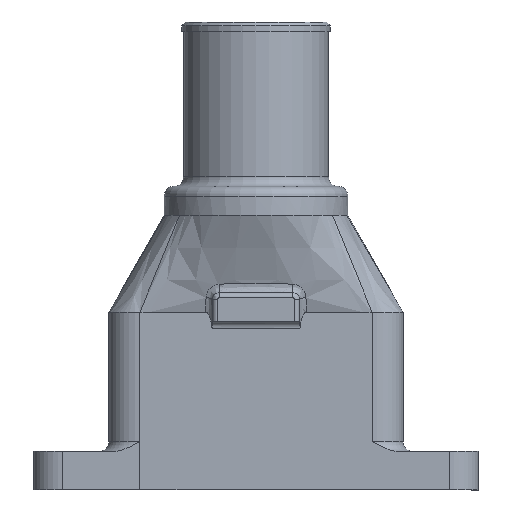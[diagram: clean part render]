
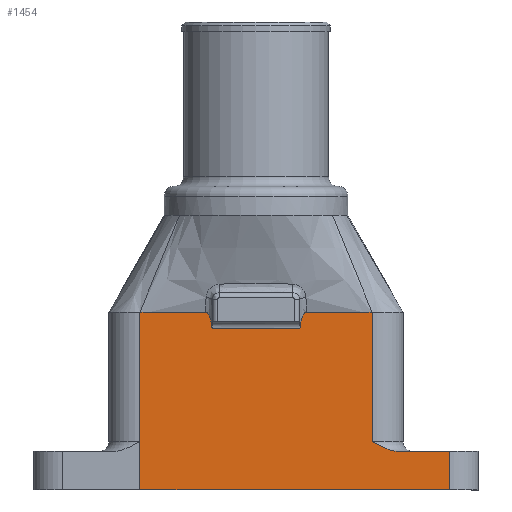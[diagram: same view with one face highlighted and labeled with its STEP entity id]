
A CAD part, front view. The second image highlights one B-rep face of the part: STEP entity #1454.
In plain terms, the highlighted planar face has unit normal (0, -1, 0).
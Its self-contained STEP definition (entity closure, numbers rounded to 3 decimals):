
#75=B_SPLINE_CURVE_WITH_KNOTS('',3,(#9203,#9204,#9205,#9206),
 .UNSPECIFIED.,.F.,.F.,(4,4),(-0.916,-0.636),
 .UNSPECIFIED.);
#78=B_SPLINE_CURVE_WITH_KNOTS('',3,(#9256,#9257,#9258,#9259,#9260,#9261,
#9262,#9263,#9264,#9265,#9266,#9267),.UNSPECIFIED.,.F.,.F.,(4,2,2,2,2,4),
(0.,0.082,0.177,0.207,0.218,
0.228),.UNSPECIFIED.);
#79=B_SPLINE_CURVE_WITH_KNOTS('',3,(#9275,#9276,#9277,#9278,#9279,#9280,
#9281,#9282,#9283,#9284,#9285,#9286),.UNSPECIFIED.,.F.,.F.,(4,2,2,2,2,4),
(0.,0.006,0.013,0.031,
0.108,0.218),.UNSPECIFIED.);
#126=PLANE('',#1603);
#226=FACE_OUTER_BOUND('',#318,.T.);
#318=EDGE_LOOP('',(#1290,#1291,#1292,#1293,#1294,#1295,#1296,#1297,#1298,
#1299,#1300,#1301,#1302,#1303));
#345=LINE('',#2101,#434);
#389=LINE('',#9128,#478);
#391=LINE('',#9134,#480);
#395=LINE('',#9149,#484);
#404=LINE('',#9172,#493);
#409=LINE('',#9197,#498);
#411=LINE('',#9239,#500);
#412=LINE('',#9269,#501);
#413=LINE('',#9270,#502);
#414=LINE('',#9272,#503);
#415=LINE('',#9274,#504);
#434=VECTOR('',#1711,10.);
#478=VECTOR('',#1835,10.);
#480=VECTOR('',#1841,10.);
#484=VECTOR('',#1859,10.);
#493=VECTOR('',#1886,10.);
#498=VECTOR('',#1903,10.);
#500=VECTOR('',#1937,10.);
#501=VECTOR('',#1940,10.);
#502=VECTOR('',#1941,10.);
#503=VECTOR('',#1942,10.);
#504=VECTOR('',#1943,10.);
#617=VERTEX_POINT('',#2098);
#618=VERTEX_POINT('',#2100);
#684=VERTEX_POINT('',#9091);
#685=VERTEX_POINT('',#9114);
#688=VERTEX_POINT('',#9126);
#690=VERTEX_POINT('',#9132);
#693=VERTEX_POINT('',#9146);
#705=VERTEX_POINT('',#9195);
#710=VERTEX_POINT('',#9223);
#711=VERTEX_POINT('',#9238);
#712=VERTEX_POINT('',#9255);
#713=VERTEX_POINT('',#9268);
#714=VERTEX_POINT('',#9271);
#715=VERTEX_POINT('',#9273);
#767=EDGE_CURVE('',#617,#618,#345,.T.);
#867=EDGE_CURVE('',#688,#684,#389,.T.);
#870=EDGE_CURVE('',#617,#690,#391,.T.);
#877=EDGE_CURVE('',#693,#685,#395,.T.);
#889=EDGE_CURVE('',#618,#693,#404,.T.);
#899=EDGE_CURVE('',#705,#690,#409,.T.);
#902=EDGE_CURVE('',#688,#705,#75,.T.);
#911=EDGE_CURVE('',#710,#711,#411,.T.);
#913=EDGE_CURVE('',#710,#712,#78,.T.);
#914=EDGE_CURVE('',#713,#712,#412,.T.);
#915=EDGE_CURVE('',#685,#713,#413,.T.);
#916=EDGE_CURVE('',#714,#684,#414,.T.);
#917=EDGE_CURVE('',#715,#714,#415,.T.);
#918=EDGE_CURVE('',#715,#711,#79,.T.);
#1290=ORIENTED_EDGE('',*,*,#911,.F.);
#1291=ORIENTED_EDGE('',*,*,#913,.T.);
#1292=ORIENTED_EDGE('',*,*,#914,.F.);
#1293=ORIENTED_EDGE('',*,*,#915,.F.);
#1294=ORIENTED_EDGE('',*,*,#877,.F.);
#1295=ORIENTED_EDGE('',*,*,#889,.F.);
#1296=ORIENTED_EDGE('',*,*,#767,.F.);
#1297=ORIENTED_EDGE('',*,*,#870,.T.);
#1298=ORIENTED_EDGE('',*,*,#899,.F.);
#1299=ORIENTED_EDGE('',*,*,#902,.F.);
#1300=ORIENTED_EDGE('',*,*,#867,.T.);
#1301=ORIENTED_EDGE('',*,*,#916,.F.);
#1302=ORIENTED_EDGE('',*,*,#917,.F.);
#1303=ORIENTED_EDGE('',*,*,#918,.T.);
#1454=ADVANCED_FACE('',(#226),#126,.T.);
#1603=AXIS2_PLACEMENT_3D('',#9254,#1938,#1939);
#1711=DIRECTION('',(-1.,0.,0.));
#1835=DIRECTION('',(0.,0.,1.));
#1841=DIRECTION('',(0.,0.,1.));
#1859=DIRECTION('',(0.,0.,1.));
#1886=DIRECTION('',(0.,0.,1.));
#1903=DIRECTION('',(1.,0.,0.));
#1937=DIRECTION('',(1.,0.,0.));
#1938=DIRECTION('center_axis',(0.,-1.,0.));
#1939=DIRECTION('ref_axis',(1.,0.,0.));
#1940=DIRECTION('',(1.,0.,0.));
#1941=DIRECTION('',(1.,0.,0.));
#1942=DIRECTION('',(1.,0.,0.));
#1943=DIRECTION('',(1.,0.,0.));
#2098=CARTESIAN_POINT('',(20.,41.6,-4.889));
#2100=CARTESIAN_POINT('',(-12.,41.6,-4.889));
#2101=CARTESIAN_POINT('',(-6.,41.6,-4.889));
#9091=CARTESIAN_POINT('',(12.,41.6,13.5));
#9114=CARTESIAN_POINT('',(-12.,41.6,13.5));
#9126=CARTESIAN_POINT('',(12.,41.6,0.111));
#9128=CARTESIAN_POINT('',(12.,41.6,-24.5));
#9132=CARTESIAN_POINT('',(20.,41.6,-0.889));
#9134=CARTESIAN_POINT('',(20.,41.6,-4.889));
#9146=CARTESIAN_POINT('',(-12.,41.6,0.111));
#9149=CARTESIAN_POINT('',(-12.,41.6,-24.5));
#9172=CARTESIAN_POINT('',(-12.,41.6,-24.5));
#9195=CARTESIAN_POINT('',(14.72,41.6,-0.889));
#9197=CARTESIAN_POINT('',(12.,41.6,-0.889));
#9203=CARTESIAN_POINT('Ctrl Pts',(12.,41.6,0.111));
#9204=CARTESIAN_POINT('Ctrl Pts',(12.813,41.6,-0.344));
#9205=CARTESIAN_POINT('Ctrl Pts',(13.789,41.6,-0.889));
#9206=CARTESIAN_POINT('Ctrl Pts',(14.72,41.6,-0.889));
#9223=CARTESIAN_POINT('',(-4.541,41.6,11.8));
#9238=CARTESIAN_POINT('',(4.542,41.6,11.8));
#9239=CARTESIAN_POINT('',(-7.5,41.6,11.8));
#9254=CARTESIAN_POINT('Origin',(-12.,41.6,-24.5));
#9255=CARTESIAN_POINT('',(-5.2,41.6,13.5));
#9256=CARTESIAN_POINT('Ctrl Pts',(-4.541,41.6,11.8));
#9257=CARTESIAN_POINT('Ctrl Pts',(-4.567,41.6,12.071));
#9258=CARTESIAN_POINT('Ctrl Pts',(-4.61,41.6,12.364));
#9259=CARTESIAN_POINT('Ctrl Pts',(-4.752,41.6,12.943));
#9260=CARTESIAN_POINT('Ctrl Pts',(-4.851,41.6,13.188));
#9261=CARTESIAN_POINT('Ctrl Pts',(-4.994,41.6,13.384));
#9262=CARTESIAN_POINT('Ctrl Pts',(-5.037,41.6,13.432));
#9263=CARTESIAN_POINT('Ctrl Pts',(-5.103,41.6,13.475));
#9264=CARTESIAN_POINT('Ctrl Pts',(-5.122,41.6,13.484));
#9265=CARTESIAN_POINT('Ctrl Pts',(-5.161,41.6,13.497));
#9266=CARTESIAN_POINT('Ctrl Pts',(-5.18,41.6,13.5));
#9267=CARTESIAN_POINT('Ctrl Pts',(-5.2,41.6,13.5));
#9268=CARTESIAN_POINT('',(-11.05,41.6,13.5));
#9269=CARTESIAN_POINT('',(0.,41.6,13.5));
#9270=CARTESIAN_POINT('',(0.,41.6,13.5));
#9271=CARTESIAN_POINT('',(11.05,41.6,13.5));
#9272=CARTESIAN_POINT('',(0.,41.6,13.5));
#9273=CARTESIAN_POINT('',(5.2,41.6,13.5));
#9274=CARTESIAN_POINT('',(0.,41.6,13.5));
#9275=CARTESIAN_POINT('Ctrl Pts',(5.2,41.6,13.5));
#9276=CARTESIAN_POINT('Ctrl Pts',(5.179,41.6,13.5));
#9277=CARTESIAN_POINT('Ctrl Pts',(5.159,41.6,13.496));
#9278=CARTESIAN_POINT('Ctrl Pts',(5.118,41.6,13.483));
#9279=CARTESIAN_POINT('Ctrl Pts',(5.098,41.6,13.473));
#9280=CARTESIAN_POINT('Ctrl Pts',(5.028,41.6,13.427));
#9281=CARTESIAN_POINT('Ctrl Pts',(4.984,41.6,13.375));
#9282=CARTESIAN_POINT('Ctrl Pts',(4.801,41.6,13.116));
#9283=CARTESIAN_POINT('Ctrl Pts',(4.712,41.6,12.785));
#9284=CARTESIAN_POINT('Ctrl Pts',(4.61,41.6,12.346));
#9285=CARTESIAN_POINT('Ctrl Pts',(4.568,41.6,12.066));
#9286=CARTESIAN_POINT('Ctrl Pts',(4.542,41.6,11.8));
